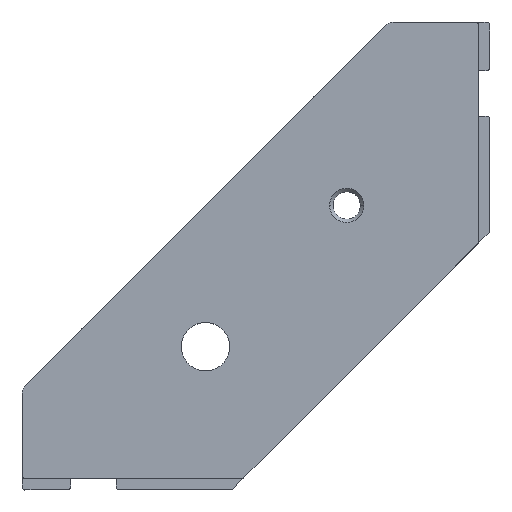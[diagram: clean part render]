
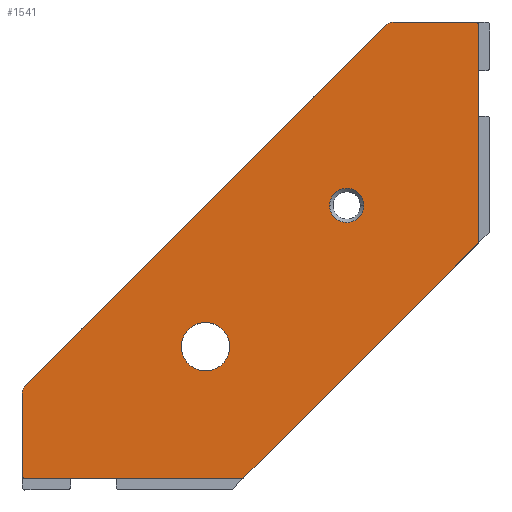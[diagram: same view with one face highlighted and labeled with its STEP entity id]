
A CAD part, top view. The second image highlights one B-rep face of the part: STEP entity #1541.
In plain terms, the highlighted planar face has unit normal (0, 0, 1).
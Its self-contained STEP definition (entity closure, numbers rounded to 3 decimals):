
#39 = CARTESIAN_POINT ( 'NONE',  ( -30.635, -41.255, 12. ) ) ;
#45 = CARTESIAN_POINT ( 'NONE',  ( -54.447, 4.95, 12. ) ) ;
#50 = VERTEX_POINT ( 'NONE', #2178 ) ;
#54 = AXIS2_PLACEMENT_3D ( 'NONE', #2104, #1951, #1102 ) ;
#187 = ORIENTED_EDGE ( 'NONE', *, *, #2201, .T. ) ;
#206 = DIRECTION ( 'NONE',  ( 1., 0., 0. ) ) ;
#208 = FACE_BOUND ( 'NONE', #982, .T. ) ;
#242 = DIRECTION ( 'NONE',  ( 0., 0., -1. ) ) ;
#243 = AXIS2_PLACEMENT_3D ( 'NONE', #45, #584, #2097 ) ;
#261 = ORIENTED_EDGE ( 'NONE', *, *, #520, .F. ) ;
#267 = CARTESIAN_POINT ( 'NONE',  ( -41.669, -40.255, 12. ) ) ;
#276 = CIRCLE ( 'NONE', #54, 8.5 ) ;
#278 = LINE ( 'NONE', #1228, #2110 ) ;
#300 = CARTESIAN_POINT ( 'NONE',  ( -10.95, 54.447, 12. ) ) ;
#319 = ORIENTED_EDGE ( 'NONE', *, *, #1067, .T. ) ;
#328 = EDGE_CURVE ( 'NONE', #477, #1165, #278, .T. ) ;
#335 = DIRECTION ( 'NONE',  ( -1., 0., 0. ) ) ;
#349 = EDGE_CURVE ( 'NONE', #1209, #50, #560, .T. ) ;
#376 = LINE ( 'NONE', #39, #786 ) ;
#379 = CIRCLE ( 'NONE', #2136, 4. ) ;
#404 = CARTESIAN_POINT ( 'NONE',  ( 41.255, 30.635, 12. ) ) ;
#409 = AXIS2_PLACEMENT_3D ( 'NONE', #1321, #1998, #803 ) ;
#422 = EDGE_CURVE ( 'NONE', #50, #1209, #276, .T. ) ;
#424 = VERTEX_POINT ( 'NONE', #921 ) ;
#425 = DIRECTION ( 'NONE',  ( 1., 0., 0. ) ) ;
#448 = VERTEX_POINT ( 'NONE', #1618 ) ;
#449 = DIRECTION ( 'NONE',  ( 1., 0., 0. ) ) ;
#450 = AXIS2_PLACEMENT_3D ( 'NONE', #267, #2168, #425 ) ;
#463 = CARTESIAN_POINT ( 'NONE',  ( -117.574, -8.679, 12. ) ) ;
#477 = VERTEX_POINT ( 'NONE', #948 ) ;
#488 = EDGE_CURVE ( 'NONE', #1914, #914, #949, .T. ) ;
#513 = ORIENTED_EDGE ( 'NONE', *, *, #349, .T. ) ;
#520 = EDGE_CURVE ( 'NONE', #2004, #1496, #610, .T. ) ;
#522 = DIRECTION ( 'NONE',  ( 1., 0., 0. ) ) ;
#559 = LINE ( 'NONE', #1217, #1194 ) ;
#560 = CIRCLE ( 'NONE', #243, 8.5 ) ;
#562 = DIRECTION ( 'NONE',  ( 0., 0., 1. ) ) ;
#584 = DIRECTION ( 'NONE',  ( 0., 0., -1. ) ) ;
#588 = CARTESIAN_POINT ( 'NONE',  ( 11.508, 118.745, 12. ) ) ;
#607 = CARTESIAN_POINT ( 'NONE',  ( 1.05, 54.447, 12. ) ) ;
#610 = CIRCLE ( 'NONE', #409, 1. ) ;
#611 = DIRECTION ( 'NONE',  ( 1., 0., 0. ) ) ;
#616 = CARTESIAN_POINT ( 'NONE',  ( -117.745, -40.255, 12. ) ) ;
#676 = ORIENTED_EDGE ( 'NONE', *, *, #488, .T. ) ;
#678 = ORIENTED_EDGE ( 'NONE', *, *, #1355, .T. ) ;
#703 = EDGE_CURVE ( 'NONE', #1856, #986, #559, .T. ) ;
#708 = CARTESIAN_POINT ( 'NONE',  ( 40.962, 40.962, 12. ) ) ;
#739 = CARTESIAN_POINT ( 'NONE',  ( -40.962, -40.962, 12. ) ) ;
#763 = LINE ( 'NONE', #890, #1905 ) ;
#786 = VECTOR ( 'NONE', #206, 1000. ) ;
#803 = DIRECTION ( 'NONE',  ( 1., 0., 0. ) ) ;
#807 = CARTESIAN_POINT ( 'NONE',  ( 8.679, 117.574, 12. ) ) ;
#837 = VECTOR ( 'NONE', #1424, 1000. ) ;
#872 = AXIS2_PLACEMENT_3D ( 'NONE', #1647, #1480, #449 ) ;
#890 = CARTESIAN_POINT ( 'NONE',  ( -30.635, 118.745, 12. ) ) ;
#894 = EDGE_CURVE ( 'NONE', #1596, #424, #1031, .T. ) ;
#914 = VERTEX_POINT ( 'NONE', #607 ) ;
#921 = CARTESIAN_POINT ( 'NONE',  ( -41.669, -41.255, 12. ) ) ;
#932 = CARTESIAN_POINT ( 'NONE',  ( 11.508, 114.745, 12. ) ) ;
#941 = CARTESIAN_POINT ( 'NONE',  ( -40.962, -40.962, 12. ) ) ;
#948 = CARTESIAN_POINT ( 'NONE',  ( -118.745, -11.508, 12. ) ) ;
#949 = CIRCLE ( 'NONE', #872, 6. ) ;
#958 = ORIENTED_EDGE ( 'NONE', *, *, #328, .T. ) ;
#982 = EDGE_LOOP ( 'NONE', ( #513, #1779 ) ) ;
#986 = VERTEX_POINT ( 'NONE', #463 ) ;
#1028 = DIRECTION ( 'NONE',  ( 0., 0., -1. ) ) ;
#1031 = CIRCLE ( 'NONE', #450, 1. ) ;
#1049 = DIRECTION ( 'NONE',  ( 1., 0., 0. ) ) ;
#1052 = DIRECTION ( 'NONE',  ( 0., 0., 1. ) ) ;
#1059 = DIRECTION ( 'NONE',  ( -0.707, -0.707, 0. ) ) ;
#1067 = EDGE_CURVE ( 'NONE', #986, #477, #379, .T. ) ;
#1090 = DIRECTION ( 'NONE',  ( 1., 0., 0. ) ) ;
#1094 = CIRCLE ( 'NONE', #2212, 1. ) ;
#1097 = VERTEX_POINT ( 'NONE', #1995 ) ;
#1099 = CIRCLE ( 'NONE', #1867, 6. ) ;
#1102 = DIRECTION ( 'NONE',  ( -1., 0., 0. ) ) ;
#1104 = ORIENTED_EDGE ( 'NONE', *, *, #1697, .T. ) ;
#1165 = VERTEX_POINT ( 'NONE', #1860 ) ;
#1181 = VERTEX_POINT ( 'NONE', #1851 ) ;
#1194 = VECTOR ( 'NONE', #1059, 1000. ) ;
#1209 = VERTEX_POINT ( 'NONE', #2213 ) ;
#1217 = CARTESIAN_POINT ( 'NONE',  ( 8.679, 117.574, 12. ) ) ;
#1228 = CARTESIAN_POINT ( 'NONE',  ( -118.745, 30.635, 12. ) ) ;
#1233 = ORIENTED_EDGE ( 'NONE', *, *, #1422, .T. ) ;
#1248 = EDGE_CURVE ( 'NONE', #1097, #1181, #2093, .T. ) ;
#1280 = ORIENTED_EDGE ( 'NONE', *, *, #2211, .F. ) ;
#1290 = EDGE_CURVE ( 'NONE', #1097, #2153, #763, .T. ) ;
#1308 = CIRCLE ( 'NONE', #1758, 4. ) ;
#1321 = CARTESIAN_POINT ( 'NONE',  ( 40.255, 41.669, 12. ) ) ;
#1345 = ORIENTED_EDGE ( 'NONE', *, *, #1290, .T. ) ;
#1355 = EDGE_CURVE ( 'NONE', #2004, #1181, #1505, .T. ) ;
#1380 = CARTESIAN_POINT ( 'NONE',  ( -4.95, 54.447, 12. ) ) ;
#1422 = EDGE_CURVE ( 'NONE', #448, #424, #376, .T. ) ;
#1424 = DIRECTION ( 'NONE',  ( 0., 1., 0. ) ) ;
#1437 = DIRECTION ( 'NONE',  ( 0., 0., 1. ) ) ;
#1450 = AXIS2_PLACEMENT_3D ( 'NONE', #1722, #1052, #1891 ) ;
#1480 = DIRECTION ( 'NONE',  ( 0., 0., -1. ) ) ;
#1496 = VERTEX_POINT ( 'NONE', #708 ) ;
#1505 = LINE ( 'NONE', #404, #837 ) ;
#1526 = FACE_OUTER_BOUND ( 'NONE', #1555, .T. ) ;
#1541 = ADVANCED_FACE ( 'NONE', ( #208, #1980, #1526 ), #1574, .T. ) ;
#1555 = EDGE_LOOP ( 'NONE', ( #1571, #319, #958, #1280, #1233, #1759, #1825, #261, #678, #2196, #1345, #187 ) ) ;
#1561 = CARTESIAN_POINT ( 'NONE',  ( -114.745, -11.508, 12. ) ) ;
#1571 = ORIENTED_EDGE ( 'NONE', *, *, #703, .T. ) ;
#1574 = PLANE ( 'NONE',  #1450 ) ;
#1584 = EDGE_LOOP ( 'NONE', ( #1104, #676 ) ) ;
#1587 = CARTESIAN_POINT ( 'NONE',  ( 41.255, 41.669, 12. ) ) ;
#1596 = VERTEX_POINT ( 'NONE', #941 ) ;
#1618 = CARTESIAN_POINT ( 'NONE',  ( -117.745, -41.255, 12. ) ) ;
#1647 = CARTESIAN_POINT ( 'NONE',  ( -4.95, 54.447, 12. ) ) ;
#1695 = AXIS2_PLACEMENT_3D ( 'NONE', #2221, #1028, #522 ) ;
#1697 = EDGE_CURVE ( 'NONE', #914, #1914, #1099, .T. ) ;
#1722 = CARTESIAN_POINT ( 'NONE',  ( -30.635, 30.635, 12. ) ) ;
#1758 = AXIS2_PLACEMENT_3D ( 'NONE', #932, #1437, #1981 ) ;
#1759 = ORIENTED_EDGE ( 'NONE', *, *, #894, .F. ) ;
#1777 = DIRECTION ( 'NONE',  ( 0.707, 0.707, 0. ) ) ;
#1779 = ORIENTED_EDGE ( 'NONE', *, *, #422, .T. ) ;
#1825 = ORIENTED_EDGE ( 'NONE', *, *, #2037, .T. ) ;
#1851 = CARTESIAN_POINT ( 'NONE',  ( 41.255, 117.745, 12. ) ) ;
#1856 = VERTEX_POINT ( 'NONE', #807 ) ;
#1860 = CARTESIAN_POINT ( 'NONE',  ( -118.745, -40.255, 12. ) ) ;
#1867 = AXIS2_PLACEMENT_3D ( 'NONE', #1380, #2225, #1049 ) ;
#1891 = DIRECTION ( 'NONE',  ( 1., 0., 0. ) ) ;
#1900 = VECTOR ( 'NONE', #1777, 1000. ) ;
#1905 = VECTOR ( 'NONE', #335, 1000. ) ;
#1914 = VERTEX_POINT ( 'NONE', #300 ) ;
#1951 = DIRECTION ( 'NONE',  ( 0., 0., -1. ) ) ;
#1980 = FACE_BOUND ( 'NONE', #1584, .T. ) ;
#1981 = DIRECTION ( 'NONE',  ( 1., 0., 0. ) ) ;
#1995 = CARTESIAN_POINT ( 'NONE',  ( 40.255, 118.745, 12. ) ) ;
#1998 = DIRECTION ( 'NONE',  ( 0., 0., -1. ) ) ;
#2003 = LINE ( 'NONE', #739, #1900 ) ;
#2004 = VERTEX_POINT ( 'NONE', #1587 ) ;
#2037 = EDGE_CURVE ( 'NONE', #1596, #1496, #2003, .T. ) ;
#2093 = CIRCLE ( 'NONE', #1695, 1. ) ;
#2097 = DIRECTION ( 'NONE',  ( -1., 0., 0. ) ) ;
#2104 = CARTESIAN_POINT ( 'NONE',  ( -54.447, 4.95, 12. ) ) ;
#2110 = VECTOR ( 'NONE', #2237, 1000. ) ;
#2136 = AXIS2_PLACEMENT_3D ( 'NONE', #1561, #562, #1090 ) ;
#2153 = VERTEX_POINT ( 'NONE', #588 ) ;
#2168 = DIRECTION ( 'NONE',  ( 0., 0., -1. ) ) ;
#2178 = CARTESIAN_POINT ( 'NONE',  ( -45.947, 4.95, 12. ) ) ;
#2196 = ORIENTED_EDGE ( 'NONE', *, *, #1248, .F. ) ;
#2201 = EDGE_CURVE ( 'NONE', #2153, #1856, #1308, .T. ) ;
#2211 = EDGE_CURVE ( 'NONE', #448, #1165, #1094, .T. ) ;
#2212 = AXIS2_PLACEMENT_3D ( 'NONE', #616, #242, #611 ) ;
#2213 = CARTESIAN_POINT ( 'NONE',  ( -62.947, 4.95, 12. ) ) ;
#2221 = CARTESIAN_POINT ( 'NONE',  ( 40.255, 117.745, 12. ) ) ;
#2225 = DIRECTION ( 'NONE',  ( 0., 0., -1. ) ) ;
#2237 = DIRECTION ( 'NONE',  ( 0., -1., 0. ) ) ;
